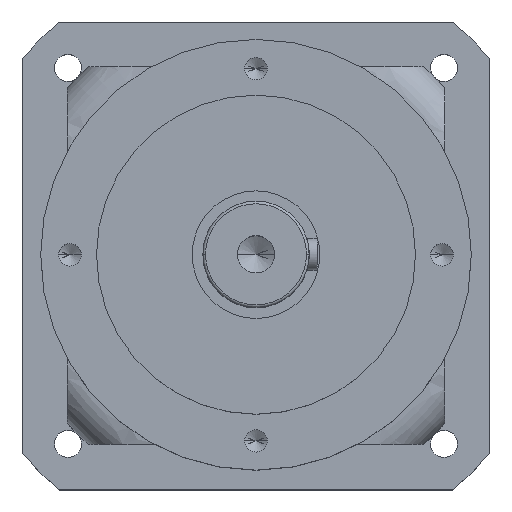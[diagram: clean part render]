
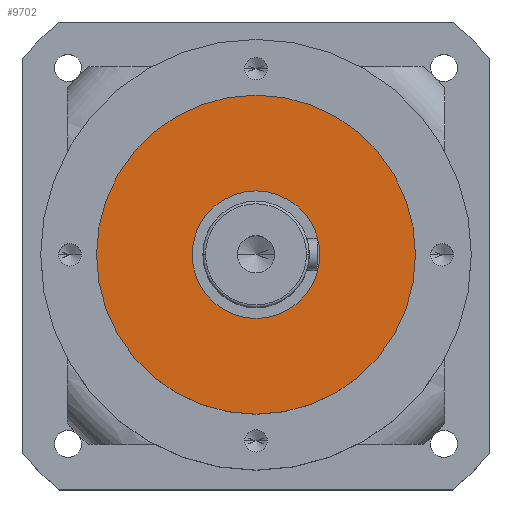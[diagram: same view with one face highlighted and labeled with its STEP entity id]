
A CAD part, top view. The second image highlights one B-rep face of the part: STEP entity #9702.
In plain terms, the highlighted planar face has unit normal (0, 0, 1).
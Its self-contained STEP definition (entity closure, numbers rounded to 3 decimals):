
#267 = CIRCLE ( 'NONE', #7349, 60. ) ;
#1084 = FACE_OUTER_BOUND ( 'NONE', #2826, .T. ) ;
#1648 = CARTESIAN_POINT ( 'NONE',  ( -60., 0., -82. ) ) ;
#1733 = CARTESIAN_POINT ( 'NONE',  ( -24., 0., -82. ) ) ;
#1760 = CARTESIAN_POINT ( 'NONE',  ( 60., 0., -82. ) ) ;
#2689 = DIRECTION ( 'NONE',  ( 0., 0., 1. ) ) ;
#2748 = CARTESIAN_POINT ( 'NONE',  ( 0., 0., -82. ) ) ;
#2826 = EDGE_LOOP ( 'NONE', ( #13261, #13125 ) ) ;
#2940 = VERTEX_POINT ( 'NONE', #6600 ) ;
#3268 = DIRECTION ( 'NONE',  ( 0., 0., -1. ) ) ;
#3607 = CIRCLE ( 'NONE', #7774, 24. ) ;
#3818 = DIRECTION ( 'NONE',  ( 1., 0., 0. ) ) ;
#3896 = EDGE_CURVE ( 'NONE', #12098, #4212, #8759, .T. ) ;
#4011 = EDGE_LOOP ( 'NONE', ( #4622, #13113 ) ) ;
#4086 = DIRECTION ( 'NONE',  ( 0., 0., 1. ) ) ;
#4164 = DIRECTION ( 'NONE',  ( 0., 0., 1. ) ) ;
#4212 = VERTEX_POINT ( 'NONE', #1760 ) ;
#4400 = CIRCLE ( 'NONE', #12569, 24. ) ;
#4622 = ORIENTED_EDGE ( 'NONE', *, *, #9972, .F. ) ;
#6245 = PLANE ( 'NONE',  #8760 ) ;
#6600 = CARTESIAN_POINT ( 'NONE',  ( 24., 0., -82. ) ) ;
#7349 = AXIS2_PLACEMENT_3D ( 'NONE', #9086, #2689, #10147 ) ;
#7478 = EDGE_CURVE ( 'NONE', #9838, #2940, #4400, .T. ) ;
#7774 = AXIS2_PLACEMENT_3D ( 'NONE', #10483, #4086, #11533 ) ;
#8759 = CIRCLE ( 'NONE', #9067, 60. ) ;
#8760 = AXIS2_PLACEMENT_3D ( 'NONE', #13694, #3268, #10722 ) ;
#9067 = AXIS2_PLACEMENT_3D ( 'NONE', #10551, #4164, #11607 ) ;
#9086 = CARTESIAN_POINT ( 'NONE',  ( 0., 0., -82. ) ) ;
#9587 = FACE_BOUND ( 'NONE', #4011, .T. ) ;
#9702 = ADVANCED_FACE ( 'NONE', ( #9587, #1084 ), #6245, .F. ) ;
#9838 = VERTEX_POINT ( 'NONE', #1733 ) ;
#9972 = EDGE_CURVE ( 'NONE', #2940, #9838, #3607, .T. ) ;
#10147 = DIRECTION ( 'NONE',  ( 1., 0., 0. ) ) ;
#10209 = DIRECTION ( 'NONE',  ( 0., 0., 1. ) ) ;
#10483 = CARTESIAN_POINT ( 'NONE',  ( 0., 0., -82. ) ) ;
#10551 = CARTESIAN_POINT ( 'NONE',  ( 0., 0., -82. ) ) ;
#10722 = DIRECTION ( 'NONE',  ( -1., 0., 0. ) ) ;
#11110 = EDGE_CURVE ( 'NONE', #4212, #12098, #267, .T. ) ;
#11533 = DIRECTION ( 'NONE',  ( 1., 0., 0. ) ) ;
#11607 = DIRECTION ( 'NONE',  ( 1., 0., 0. ) ) ;
#12098 = VERTEX_POINT ( 'NONE', #1648 ) ;
#12569 = AXIS2_PLACEMENT_3D ( 'NONE', #2748, #10209, #3818 ) ;
#13113 = ORIENTED_EDGE ( 'NONE', *, *, #7478, .F. ) ;
#13125 = ORIENTED_EDGE ( 'NONE', *, *, #3896, .T. ) ;
#13261 = ORIENTED_EDGE ( 'NONE', *, *, #11110, .T. ) ;
#13694 = CARTESIAN_POINT ( 'NONE',  ( 0., 60., -82. ) ) ;
